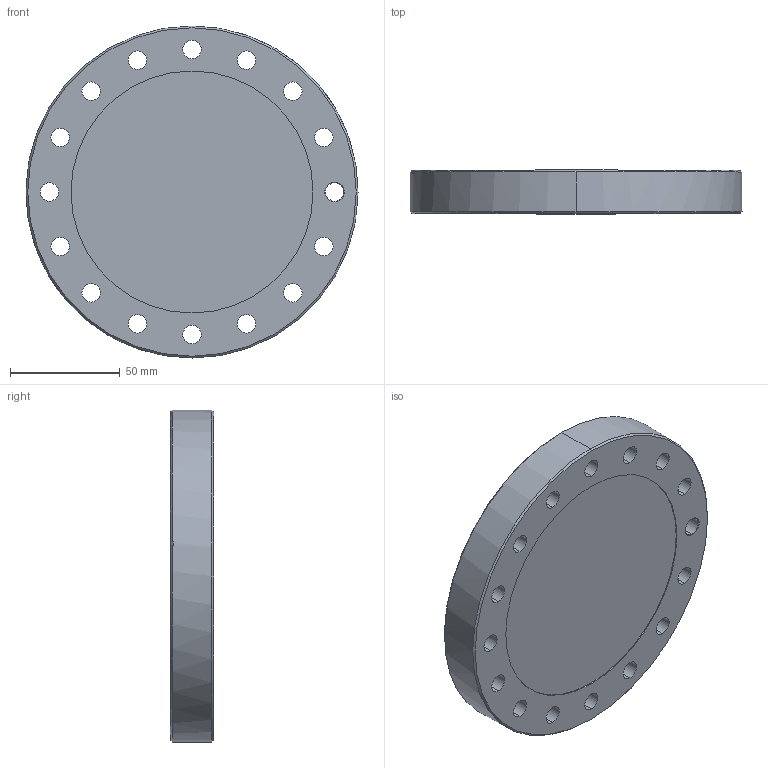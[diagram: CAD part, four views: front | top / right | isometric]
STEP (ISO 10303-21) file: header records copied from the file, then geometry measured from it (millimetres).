
FILE_DESCRIPTION (( 'STEP AP203' ), '1' );
FILE_NAME ('A0650-5-CF.STEP', '2019-09-20T15:40:24', ( '' ), ( '' ), 'SwSTEP 2.0', 'SolidWorks 2019', '' );
FILE_SCHEMA (( 'CONFIG_CONTROL_DESIGN' ));
Length unit declared in the file: inch
Products named in the file (1): A0650-5-CF
Bounding box: 151.59 x 19.84 x 151.59 mm (x, y, z)
Volume: 229826.7 mm3; surface area: 60994 mm2
Topology: 1 solids, 1 shells, 78 faces, 200 edges, 129 vertices
Faces by surface type: cylinder 50, plane 15, cone 13
Entity records: 2566 total; most frequent: DIRECTION 473, CARTESIAN_POINT 420, ORIENTED_EDGE 400, EDGE_CURVE 200, AXIS2_PLACEMENT_3D 198, VERTEX_POINT 129, CIRCLE 119, EDGE_LOOP 115
